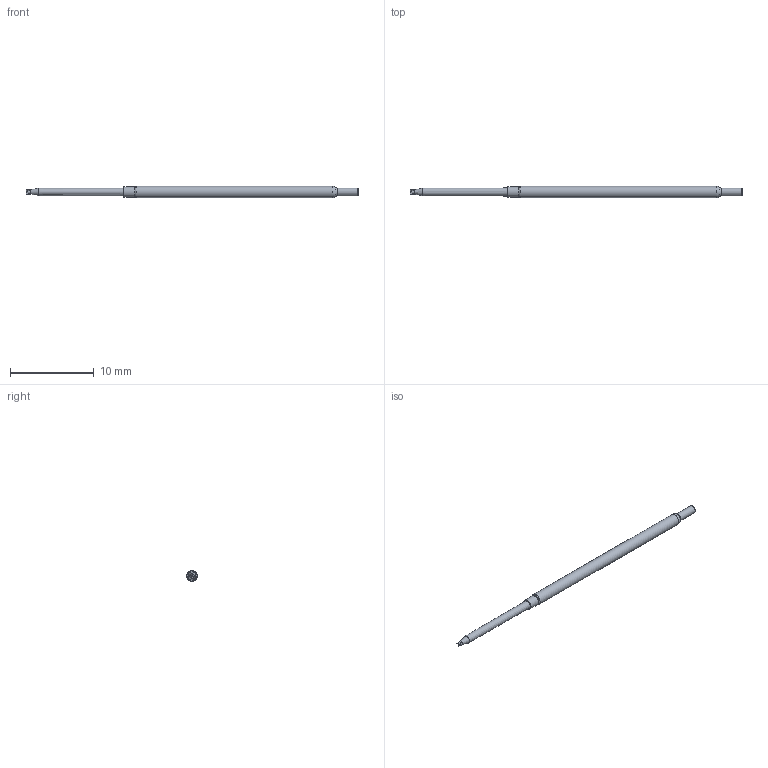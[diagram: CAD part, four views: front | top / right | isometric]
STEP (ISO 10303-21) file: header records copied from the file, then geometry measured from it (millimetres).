
FILE_DESCRIPTION (( 'STEP AP214' ), '1' );
FILE_NAME ('X75-40G4.STEP', '2024-01-18T17:57:34', ( '' ), ( '' ), 'SwSTEP 2.0', 'SolidWorks 2023', '' );
FILE_SCHEMA (( 'AUTOMOTIVE_DESIGN' ));
Length unit declared in the file: inch
Products named in the file (1): X75-40G4
Bounding box: 39.62 x 1.37 x 1.37 mm (x, y, z)
Volume: 46 mm3; surface area: 150.2 mm2
Topology: 1 solids, 1 shells, 34 faces, 80 edges, 49 vertices
Faces by surface type: bspline 12, cone 8, plane 6, cylinder 4, torus 4
Full cylindrical faces by diameter (mm): 0.508 x1, 0.935 x1, 1.232 x1, 1.367 x1
Entity records: 2937 total; most frequent: CARTESIAN_POINT 2306, ORIENTED_EDGE 130, DIRECTION 88, EDGE_CURVE 65, EDGE_LOOP 47, VERTEX_POINT 46, AXIS2_PLACEMENT_3D 44, B_SPLINE_CURVE_WITH_KNOTS 44
